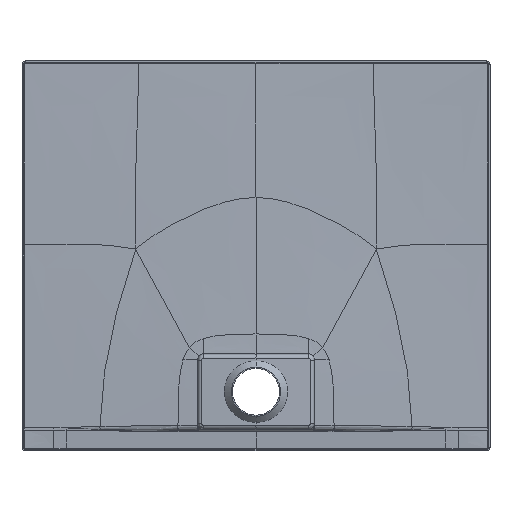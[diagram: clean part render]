
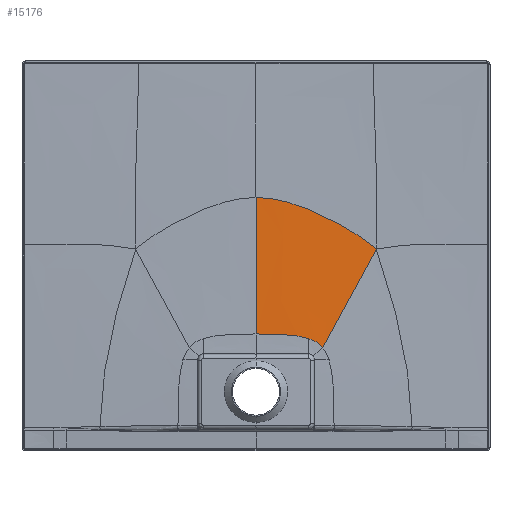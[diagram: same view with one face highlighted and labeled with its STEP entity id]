
A CAD part, front view. The second image highlights one B-rep face of the part: STEP entity #15176.
In plain terms, the highlighted free-form (B-spline) face has degree [3, 3] with [9, 8] control points.
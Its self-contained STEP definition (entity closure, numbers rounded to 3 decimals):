
#3781=CARTESIAN_POINT('',(128.376,-15.297,198.394));
#3782=CARTESIAN_POINT('',(134.628,-14.785,209.328));
#3783=CARTESIAN_POINT('',(147.261,-13.739,232.725));
#3784=CARTESIAN_POINT('',(167.806,-12.01,272.937));
#3785=CARTESIAN_POINT('',(189.375,-10.351,313.843));
#3786=CARTESIAN_POINT('',(208.918,-9.124,348.948));
#3787=CARTESIAN_POINT('',(221.369,-8.429,370.901));
#3788=CARTESIAN_POINT('',(227.987,-8.087,382.462));
#3789=CARTESIAN_POINT('',(231.38,-7.919,388.37));
#3818=CARTESIAN_POINT('',(0.,-9.149,
487.57));
#3819=CARTESIAN_POINT('',(18.266,-9.149,487.57));
#3820=CARTESIAN_POINT('',(55.297,-9.061,482.002));
#3821=CARTESIAN_POINT('',(112.288,-8.774,461.265));
#3822=CARTESIAN_POINT('',(161.236,-8.492,437.005));
#3823=CARTESIAN_POINT('',(201.238,-8.206,411.967));
#3824=CARTESIAN_POINT('',(221.358,-8.023,396.769));
#3825=CARTESIAN_POINT('',(231.38,-7.919,388.37));
#3827=CARTESIAN_POINT('',(128.376,-15.297,198.394));
#3828=CARTESIAN_POINT('',(125.898,-15.297,201.385));
#3829=CARTESIAN_POINT('',(120.387,-15.298,206.705));
#3830=CARTESIAN_POINT('',(111.123,-15.298,212.392));
#3831=CARTESIAN_POINT('',(104.197,-15.298,215.218));
#3832=CARTESIAN_POINT('',(101.03,-15.299,216.298));
#3834=CARTESIAN_POINT('',(101.03,-15.299,216.298));
#3835=CARTESIAN_POINT('',(95.735,-15.299,218.104));
#3836=CARTESIAN_POINT('',(80.508,-15.299,221.854));
#3837=CARTESIAN_POINT('',(49.086,-15.299,224.723));
#3838=CARTESIAN_POINT('',(17.759,-15.299,225.07));
#3839=CARTESIAN_POINT('',(0.,-15.299,225.07));
#3841=DIRECTION('',(0.,0.023,1.));
#3842=VECTOR('',#3841,262.572);
#3843=CARTESIAN_POINT('',(0.,-15.299,225.07));
#3844=LINE('',#3843,#3842);
#4539=VERTEX_POINT('',#3781);
#4540=VERTEX_POINT('',#3789);
#4548=VERTEX_POINT('',#3832);
#4678=CARTESIAN_POINT('',(0.,-15.299,225.07));
#4679=CARTESIAN_POINT('',(0.,-9.149,
487.57));
#4680=VERTEX_POINT('',#4678);
#4681=VERTEX_POINT('',#4679);
#15094=CARTESIAN_POINT('',(-1.349,-15.362,
222.381));
#15095=CARTESIAN_POINT('',(16.968,-15.362,
222.388));
#15096=CARTESIAN_POINT('',(48.736,-15.362,
222.155));
#15097=CARTESIAN_POINT('',(84.761,-15.361,
219.208));
#15098=CARTESIAN_POINT('',(106.48,-15.359,
213.125));
#15099=CARTESIAN_POINT('',(119.995,-15.359,205.019));
#15100=CARTESIAN_POINT('',(125.537,-15.36,
199.635));
#15101=CARTESIAN_POINT('',(128.079,-15.36,
196.477));
#15102=CARTESIAN_POINT('',(-1.349,-14.829,
245.152));
#15103=CARTESIAN_POINT('',(16.96,-14.829,
245.179));
#15104=CARTESIAN_POINT('',(49.139,-14.831,
244.142));
#15105=CARTESIAN_POINT('',(86.672,-14.839,
238.148));
#15106=CARTESIAN_POINT('',(110.074,-14.844,
228.833));
#15107=CARTESIAN_POINT('',(125.179,-14.839,
218.131));
#15108=CARTESIAN_POINT('',(131.63,-14.832,
211.475));
#15109=CARTESIAN_POINT('',(134.675,-14.827,
207.675));
#15110=CARTESIAN_POINT('',(-1.345,-13.783,
289.797));
#15111=CARTESIAN_POINT('',(16.902,-13.783,
289.865));
#15112=CARTESIAN_POINT('',(49.844,-13.787,
287.25));
#15113=CARTESIAN_POINT('',(90.392,-13.809,
275.451));
#15114=CARTESIAN_POINT('',(117.167,-13.821,
260.259));
#15115=CARTESIAN_POINT('',(135.432,-13.802,
245.027));
#15116=CARTESIAN_POINT('',(143.685,-13.777,
236.185));
#15117=CARTESIAN_POINT('',(147.728,-13.759,
231.276));
#15118=CARTESIAN_POINT('',(-1.329,-12.224,
356.316));
#15119=CARTESIAN_POINT('',(16.68,-12.224,
356.438));
#15120=CARTESIAN_POINT('',(50.576,-12.221,
351.751));
#15121=CARTESIAN_POINT('',(95.819,-12.216,
332.674));
#15122=CARTESIAN_POINT('',(128.239,-12.192,
310.432));
#15123=CARTESIAN_POINT('',(151.872,-12.114,
289.738));
#15124=CARTESIAN_POINT('',(163.155,-12.046,
278.141));
#15125=CARTESIAN_POINT('',(168.857,-12.002,
271.768));
#15126=CARTESIAN_POINT('',(-1.322,-10.943,
411.002));
#15127=CARTESIAN_POINT('',(16.58,-10.944,
411.151));
#15128=CARTESIAN_POINT('',(51.368,-10.914,
405.449));
#15129=CARTESIAN_POINT('',(100.937,-10.822,
383.089));
#15130=CARTESIAN_POINT('',(139.149,-10.705,
357.604));
#15131=CARTESIAN_POINT('',(168.644,-10.537,
333.686));
#15132=CARTESIAN_POINT('',(183.259,-10.413,
320.04));
#15133=CARTESIAN_POINT('',(190.756,-10.337,
312.452));
#15134=CARTESIAN_POINT('',(-1.341,-10.046,
449.283));
#15135=CARTESIAN_POINT('',(16.806,-10.047,
449.435));
#15136=CARTESIAN_POINT('',(52.693,-9.99,
443.621));
#15137=CARTESIAN_POINT('',(105.923,-9.804,
421.241));
#15138=CARTESIAN_POINT('',(149.178,-9.603,
395.658));
#15139=CARTESIAN_POINT('',(183.953,-9.365,
370.605));
#15140=CARTESIAN_POINT('',(201.536,-9.203,
355.785));
#15141=CARTESIAN_POINT('',(210.584,-9.106,
347.415));
#15142=CARTESIAN_POINT('',(-1.362,-9.52,
471.738));
#15143=CARTESIAN_POINT('',(17.067,-9.522,
471.887));
#15144=CARTESIAN_POINT('',(53.81,-9.446,
466.184));
#15145=CARTESIAN_POINT('',(109.437,-9.201,
444.459));
#15146=CARTESIAN_POINT('',(155.942,-8.95,
419.459));
#15147=CARTESIAN_POINT('',(194.1,-8.678,
394.078));
#15148=CARTESIAN_POINT('',(213.542,-8.498,
378.663));
#15149=CARTESIAN_POINT('',(223.54,-8.391,
369.874));
#15150=CARTESIAN_POINT('',(-1.377,-9.25,
483.256));
#15151=CARTESIAN_POINT('',(17.251,-9.252,
483.402));
#15152=CARTESIAN_POINT('',(54.521,-9.167,
477.815));
#15153=CARTESIAN_POINT('',(111.474,-8.89,
456.652));
#15154=CARTESIAN_POINT('',(159.745,-8.617,
432.164));
#15155=CARTESIAN_POINT('',(199.714,-8.33,
406.722));
#15156=CARTESIAN_POINT('',(220.132,-8.142,
391.033));
#15157=CARTESIAN_POINT('',(230.621,-8.031,
382.045));
#15158=CARTESIAN_POINT('',(-1.386,-9.108,
489.304));
#15159=CARTESIAN_POINT('',(17.363,-9.111,
489.449));
#15160=CARTESIAN_POINT('',(54.935,-9.021,
483.937));
#15161=CARTESIAN_POINT('',(112.614,-8.727,
463.125));
#15162=CARTESIAN_POINT('',(161.835,-8.442,
438.955));
#15163=CARTESIAN_POINT('',(202.767,-8.149,
413.504));
#15164=CARTESIAN_POINT('',(223.696,-7.958,
397.679));
#15165=CARTESIAN_POINT('',(234.44,-7.845,
388.591));
#15166=B_SPLINE_SURFACE_WITH_KNOTS('',3,3,((#15094,#15095,#15096,#15097,#15098,
#15099,#15100,#15101),(#15102,#15103,#15104,#15105,#15106,#15107,#15108,#15109),
(#15110,#15111,#15112,#15113,#15114,#15115,#15116,#15117),(#15118,#15119,#15120,
#15121,#15122,#15123,#15124,#15125),(#15126,#15127,#15128,#15129,#15130,#15131,
#15132,#15133),(#15134,#15135,#15136,#15137,#15138,#15139,#15140,#15141),
(#15142,#15143,#15144,#15145,#15146,#15147,#15148,#15149),(#15150,#15151,#15152,
#15153,#15154,#15155,#15156,#15157),(#15158,#15159,#15160,#15161,#15162,#15163,
#15164,#15165)),.UNSPECIFIED.,.F.,.F.,.F.,(4,1,1,1,1,1,4),(4,1,1,1,1,4),(
-0.005,0.125,0.25,0.375,0.438,0.469,0.503),
(-0.003,0.125,0.25,0.375,0.438,0.504),
.UNSPECIFIED.);
#15168=ORIENTED_EDGE('',*,*,#15167,.T.);
#15170=ORIENTED_EDGE('',*,*,#15169,.T.);
#15171=ORIENTED_EDGE('',*,*,#14905,.F.);
#15172=ORIENTED_EDGE('',*,*,#6238,.T.);
#15173=ORIENTED_EDGE('',*,*,#6304,.T.);
#15174=EDGE_LOOP('',(#15168,#15170,#15171,#15172,#15173));
#15175=FACE_OUTER_BOUND('',#15174,.F.);
#15176=ADVANCED_FACE('',(#15175),#15166,.F.);
#3790=B_SPLINE_CURVE_WITH_KNOTS('',3,(#3781,#3782,#3783,#3784,#3785,#3786,#3787,
#3788,#3789),.UNSPECIFIED.,.F.,.F.,(4,1,1,1,1,1,4),(0.,0.25,0.5,0.75,
0.875,0.938,1.),.UNSPECIFIED.);
#3826=B_SPLINE_CURVE_WITH_KNOTS('',3,(#3818,#3819,#3820,#3821,#3822,#3823,#3824,
#3825),.UNSPECIFIED.,.F.,.F.,(4,1,1,1,1,4),(0.,0.25,0.5,0.75,0.875,
1.),.UNSPECIFIED.);
#3833=B_SPLINE_CURVE_WITH_KNOTS('',3,(#3827,#3828,#3829,#3830,#3831,#3832),
.UNSPECIFIED.,.F.,.F.,(4,1,1,4),(0.,0.364,0.728,1.),
.UNSPECIFIED.);
#3840=B_SPLINE_CURVE_WITH_KNOTS('',3,(#3834,#3835,#3836,#3837,#3838,#3839),
.UNSPECIFIED.,.F.,.F.,(4,1,1,4),(0.,0.238,0.619,1.),
.UNSPECIFIED.);
#6238=EDGE_CURVE('',#4539,#4548,#3833,.T.);
#6304=EDGE_CURVE('',#4548,#4680,#3840,.T.);
#14905=EDGE_CURVE('',#4539,#4540,#3790,.T.);
#15167=EDGE_CURVE('',#4680,#4681,#3844,.T.);
#15169=EDGE_CURVE('',#4681,#4540,#3826,.T.);
